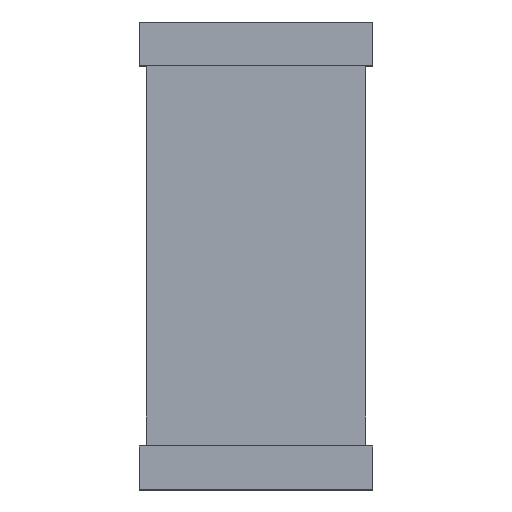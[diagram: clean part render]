
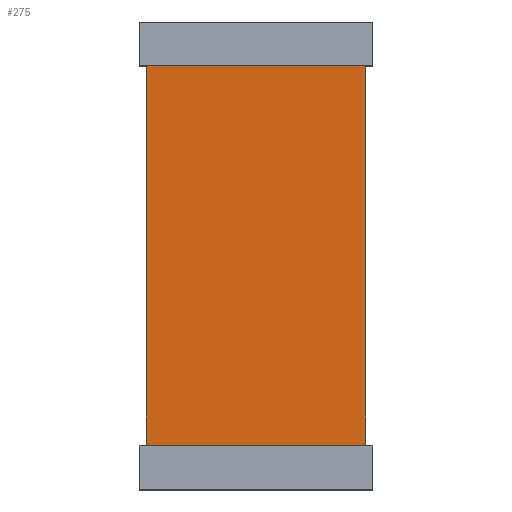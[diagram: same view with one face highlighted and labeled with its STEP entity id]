
A CAD part, top view. The second image highlights one B-rep face of the part: STEP entity #275.
In plain terms, the highlighted planar face has unit normal (0, 0, 1).
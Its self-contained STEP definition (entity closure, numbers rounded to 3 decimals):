
#16=FACE_OUTER_BOUND('',#32,.T.);
#32=EDGE_LOOP('',(#182,#183,#184,#185));
#50=LINE('',#395,#86);
#51=LINE('',#397,#87);
#52=LINE('',#399,#88);
#53=LINE('',#400,#89);
#86=VECTOR('',#325,10.);
#87=VECTOR('',#326,10.);
#88=VECTOR('',#327,10.);
#89=VECTOR('',#328,10.);
#122=VERTEX_POINT('',#393);
#123=VERTEX_POINT('',#394);
#124=VERTEX_POINT('',#396);
#125=VERTEX_POINT('',#398);
#146=EDGE_CURVE('',#122,#123,#50,.T.);
#147=EDGE_CURVE('',#124,#122,#51,.T.);
#148=EDGE_CURVE('',#125,#124,#52,.T.);
#149=EDGE_CURVE('',#123,#125,#53,.T.);
#182=ORIENTED_EDGE('',*,*,#146,.F.);
#183=ORIENTED_EDGE('',*,*,#147,.F.);
#184=ORIENTED_EDGE('',*,*,#148,.F.);
#185=ORIENTED_EDGE('',*,*,#149,.F.);
#254=PLANE('',#305);
#275=ADVANCED_FACE('',(#16),#254,.F.);
#305=AXIS2_PLACEMENT_3D('',#392,#323,#324);
#323=DIRECTION('center_axis',(0.,0.,-1.));
#324=DIRECTION('ref_axis',(-1.,0.,0.));
#325=DIRECTION('',(0.,1.,0.));
#326=DIRECTION('',(-1.,0.,0.));
#327=DIRECTION('',(0.,-1.,0.));
#328=DIRECTION('',(1.,0.,0.));
#392=CARTESIAN_POINT('Origin',(-6.3,8.4,0.5));
#393=CARTESIAN_POINT('',(-7.05,7.1,0.5));
#394=CARTESIAN_POINT('',(-7.05,9.7,0.5));
#395=CARTESIAN_POINT('',(-7.05,8.4,0.5));
#396=CARTESIAN_POINT('',(-5.55,7.1,0.5));
#397=CARTESIAN_POINT('',(-7.05,7.1,0.5));
#398=CARTESIAN_POINT('',(-5.55,9.7,0.5));
#399=CARTESIAN_POINT('',(-5.55,8.4,0.5));
#400=CARTESIAN_POINT('',(-5.55,9.7,0.5));
